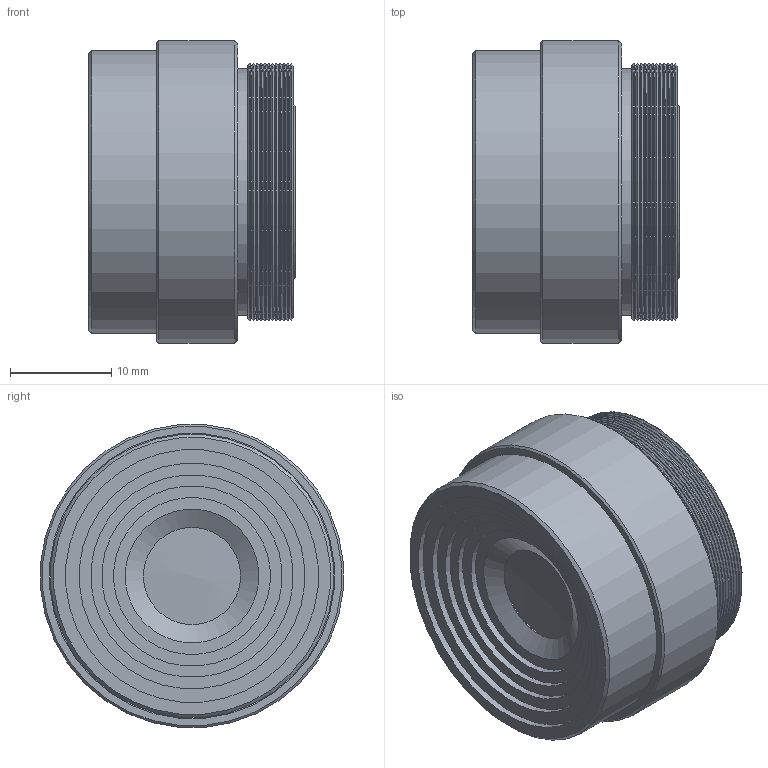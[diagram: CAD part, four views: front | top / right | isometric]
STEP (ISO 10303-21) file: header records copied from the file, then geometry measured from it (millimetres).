
FILE_DESCRIPTION(/* description */ ('TCSL 0418 5MP'),/* implementation_level */ '2;1');
FILE_NAME(/* name */ 'Lens_TCSL 0418 5MP.stp',/* time_stamp */ '2016-01-28T20:03:28+01:00',/* author */ ('khw'),/* organization */ (''),/* preprocessor_version */ 'ST-DEVELOPER v15.2',/* originating_system */ 'Autodesk Inventor 2014',/* authorisation */ '6767,5 mm^3');
FILE_SCHEMA (('AUTOMOTIVE_DESIGN { 1 0 10303 214 3 1 1 }'));
Length unit declared in the file: millimetre
Products named in the file (1): Lens_TCSL 0418 5MP
Bounding box: 20.44 x 29.89 x 29.89 mm (x, y, z)
Volume: 10357.7 mm3; surface area: 5339.2 mm2
Topology: 2 solids, 2 shells, 75 faces, 158 edges, 101 vertices
Faces by surface type: cone 32, cylinder 25, plane 16, sphere 2
Full cylindrical faces by diameter (mm): 6.2 x1, 8.2 x1, 9.2 x1, 9.6 x1, 15.5 x1, 17.8 x1, 20 x1, 22.3 x1, 24.4 x1, 25 x1, 25.4 x12, 28 x1, 28.2 x1, 30 x1
Entity records: 1589 total; most frequent: DIRECTION 298, CARTESIAN_POINT 222, AXIS2_PLACEMENT_3D 149, EDGE_LOOP 146, ORIENTED_EDGE 146, STYLED_ITEM 77, FACE_OUTER_BOUND 75, ADVANCED_FACE 75
